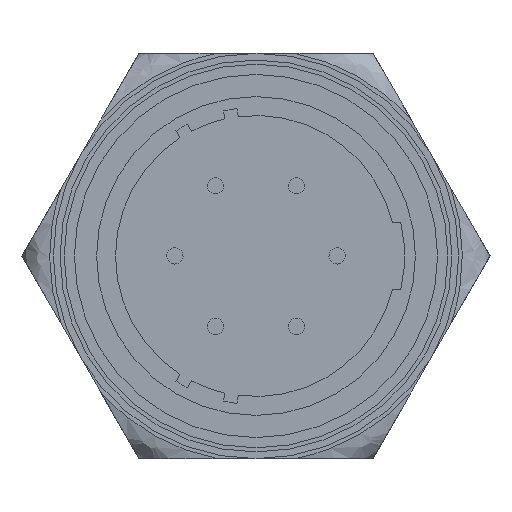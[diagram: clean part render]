
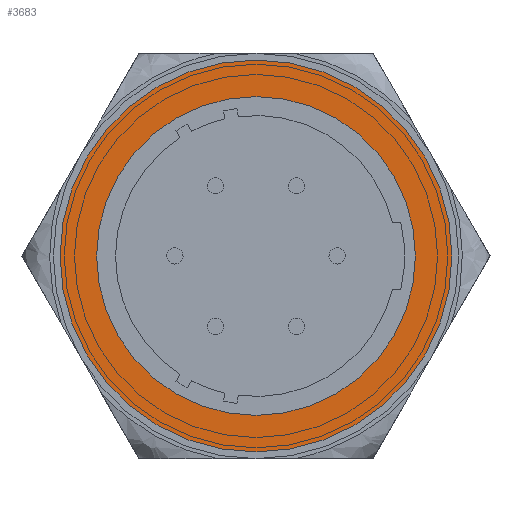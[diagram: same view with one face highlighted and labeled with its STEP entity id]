
A CAD part, left-side view. The second image highlights one B-rep face of the part: STEP entity #3683.
In plain terms, the highlighted planar face has unit normal (-1, 0, 0).
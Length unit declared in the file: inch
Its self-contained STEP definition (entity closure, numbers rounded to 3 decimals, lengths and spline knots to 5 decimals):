
#448 = AXIS2_PLACEMENT_3D ( 'NONE', #5556, #2149, #2213 ) ;
#737 = AXIS2_PLACEMENT_3D ( 'NONE', #4940, #4814, #5860 ) ;
#867 = VERTEX_POINT ( 'NONE', #1376 ) ;
#972 = ORIENTED_EDGE ( 'NONE', *, *, #5091, .T. ) ;
#1376 = CARTESIAN_POINT ( 'NONE',  ( 0.014, 0., 0.295 ) ) ;
#1765 = DIRECTION ( 'NONE',  ( 0., 0., 1. ) ) ;
#1827 = DIRECTION ( 'NONE',  ( -1., 0., 0. ) ) ;
#2141 = FACE_OUTER_BOUND ( 'NONE', #3623, .T. ) ;
#2149 = DIRECTION ( 'NONE',  ( -1., 0., 0. ) ) ;
#2208 = PLANE ( 'NONE',  #4914 ) ;
#2213 = DIRECTION ( 'NONE',  ( 0., 0., -1. ) ) ;
#3422 = CIRCLE ( 'NONE', #737, 0.295 ) ;
#3623 = EDGE_LOOP ( 'NONE', ( #972 ) ) ;
#3683 = ADVANCED_FACE ( 'NONE', ( #4464, #2141 ), #2208, .T. ) ;
#3718 = EDGE_LOOP ( 'NONE', ( #5986 ) ) ;
#3820 = VERTEX_POINT ( 'NONE', #5620 ) ;
#4464 = FACE_BOUND ( 'NONE', #3718, .T. ) ;
#4814 = DIRECTION ( 'NONE',  ( -1., 0., 0. ) ) ;
#4914 = AXIS2_PLACEMENT_3D ( 'NONE', #5639, #1827, #1765 ) ;
#4940 = CARTESIAN_POINT ( 'NONE',  ( 0.014, 0., 0. ) ) ;
#5091 = EDGE_CURVE ( 'NONE', #3820, #3820, #5808, .T. ) ;
#5166 = EDGE_CURVE ( 'NONE', #867, #867, #3422, .T. ) ;
#5556 = CARTESIAN_POINT ( 'NONE',  ( 0.014, 0., 0. ) ) ;
#5620 = CARTESIAN_POINT ( 'NONE',  ( 0.014, 0., -0.3625 ) ) ;
#5639 = CARTESIAN_POINT ( 'NONE',  ( 0.014, 0., 0. ) ) ;
#5808 = CIRCLE ( 'NONE', #448, 0.3625 ) ;
#5860 = DIRECTION ( 'NONE',  ( 0., 0., 1. ) ) ;
#5986 = ORIENTED_EDGE ( 'NONE', *, *, #5166, .F. ) ;
